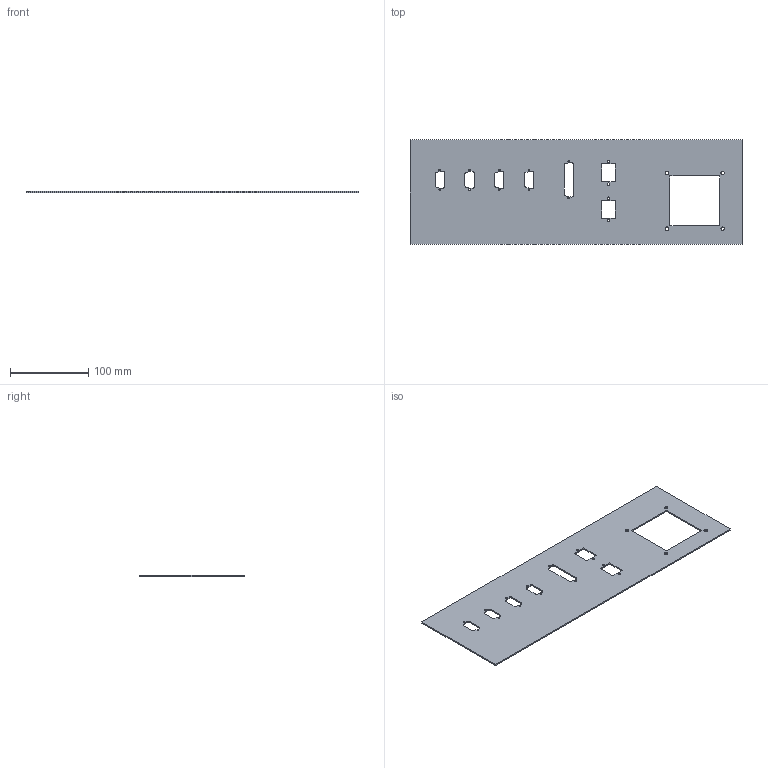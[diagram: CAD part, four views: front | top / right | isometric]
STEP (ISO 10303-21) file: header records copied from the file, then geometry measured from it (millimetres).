
FILE_DESCRIPTION(/* description */ (''),/* implementation_level */ '2;1');
FILE_NAME(/* name */ 'PDU_chassis.stp',/* time_stamp */ '2017-02-23T13:58:55-08:00',/* author */ ('Zara'),/* organization */ (''),/* preprocessor_version */ 'ST-DEVELOPER v16.5',/* originating_system */ 'Autodesk Inventor 2017',/* authorisation */ '');
FILE_SCHEMA (('AUTOMOTIVE_DESIGN { 1 0 10303 214 3 1 1 }'));
Length unit declared in the file: inch
Products named in the file (1): PDU_chassis
Bounding box: 424.94 x 133.5 x 1.65 mm (x, y, z)
Volume: 83112.3 mm3; surface area: 104054.3 mm2
Topology: 1 solids, 1 shells, 76 faces, 240 edges, 166 vertices
Faces by surface type: cylinder 38, plane 38
Full cylindrical faces by diameter (mm): 2.159 x10, 2.946 x4, 4.496 x4
Entity records: 2588 total; most frequent: DIRECTION 434, CARTESIAN_POINT 429, ORIENTED_EDGE 408, EDGE_CURVE 204, AXIS2_PLACEMENT_3D 153, VERTEX_POINT 148, EDGE_LOOP 146, LINE 128
